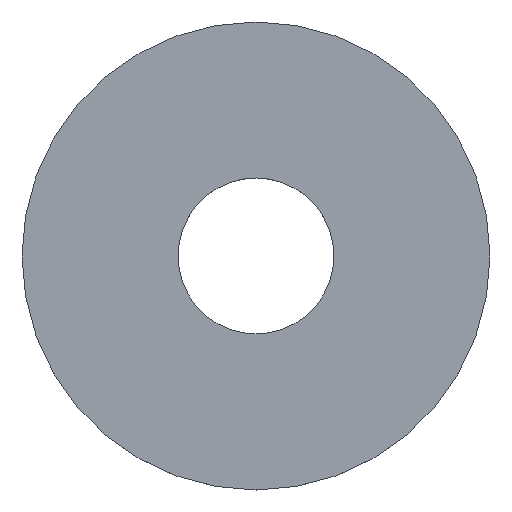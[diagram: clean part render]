
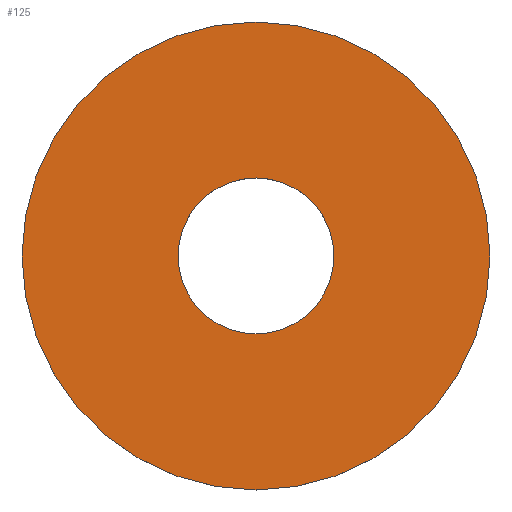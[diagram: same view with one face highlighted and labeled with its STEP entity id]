
A CAD part, top view. The second image highlights one B-rep face of the part: STEP entity #125.
In plain terms, the highlighted planar face has unit normal (0, 0, 1).
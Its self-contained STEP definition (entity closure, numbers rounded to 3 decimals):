
#2 = DIRECTION ( 'NONE',  ( 0., 0., 1. ) ) ;
#9 = DIRECTION ( 'NONE',  ( 0., 1., 0. ) ) ;
#13 = DIRECTION ( 'NONE',  ( 0., 0., -1. ) ) ;
#18 = EDGE_LOOP ( 'NONE', ( #85 ) ) ;
#28 = DIRECTION ( 'NONE',  ( 0., 1., 0. ) ) ;
#36 = VERTEX_POINT ( 'NONE', #59 ) ;
#38 = PLANE ( 'NONE',  #48 ) ;
#48 = AXIS2_PLACEMENT_3D ( 'NONE', #154, #2, #130 ) ;
#51 = FACE_BOUND ( 'NONE', #90, .T. ) ;
#59 = CARTESIAN_POINT ( 'NONE',  ( 0., 7.5, 0.4 ) ) ;
#66 = CARTESIAN_POINT ( 'NONE',  ( 0., 0., 0.4 ) ) ;
#68 = AXIS2_PLACEMENT_3D ( 'NONE', #81, #13, #28 ) ;
#78 = AXIS2_PLACEMENT_3D ( 'NONE', #66, #88, #9 ) ;
#81 = CARTESIAN_POINT ( 'NONE',  ( 0., 0., 0.4 ) ) ;
#85 = ORIENTED_EDGE ( 'NONE', *, *, #132, .F. ) ;
#88 = DIRECTION ( 'NONE',  ( 0., 0., -1. ) ) ;
#90 = EDGE_LOOP ( 'NONE', ( #134 ) ) ;
#108 = CARTESIAN_POINT ( 'NONE',  ( 0., 2.5, 0.4 ) ) ;
#125 = ADVANCED_FACE ( 'NONE', ( #51, #153 ), #38, .T. ) ;
#127 = CIRCLE ( 'NONE', #78, 2.5 ) ;
#130 = DIRECTION ( 'NONE',  ( 0., -1., 0. ) ) ;
#132 = EDGE_CURVE ( 'NONE', #36, #36, #165, .T. ) ;
#134 = ORIENTED_EDGE ( 'NONE', *, *, #137, .T. ) ;
#137 = EDGE_CURVE ( 'NONE', #167, #167, #127, .T. ) ;
#153 = FACE_OUTER_BOUND ( 'NONE', #18, .T. ) ;
#154 = CARTESIAN_POINT ( 'NONE',  ( 0., 2.5, 0.4 ) ) ;
#165 = CIRCLE ( 'NONE', #68, 7.5 ) ;
#167 = VERTEX_POINT ( 'NONE', #108 ) ;
